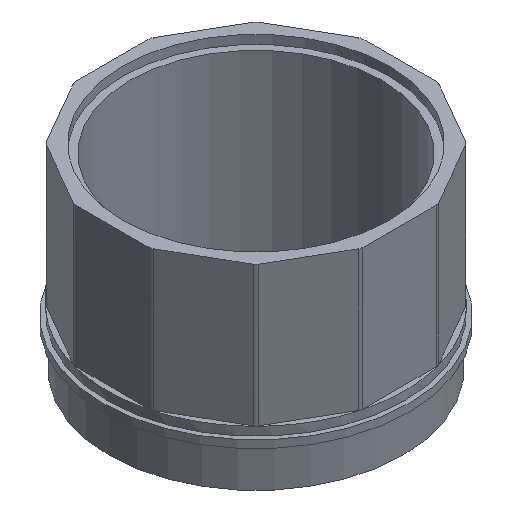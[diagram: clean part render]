
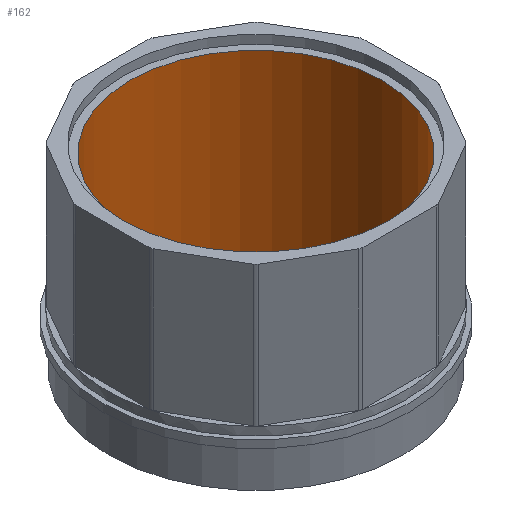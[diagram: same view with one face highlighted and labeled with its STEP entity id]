
A CAD part, isometric view. The second image highlights one B-rep face of the part: STEP entity #162.
In plain terms, the highlighted cylindrical face has radius 5.77 mm (diameter 11.54 mm), a full revolution.
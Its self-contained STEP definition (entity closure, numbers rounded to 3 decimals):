
#162=ADVANCED_FACE('',(#216,#217),#196,.F.);
#196=CYLINDRICAL_SURFACE('',#638,5.77);
#216=FACE_BOUND('',#238,.T.);
#217=FACE_BOUND('',#239,.T.);
#238=EDGE_LOOP('',(#307));
#239=EDGE_LOOP('',(#308));
#307=ORIENTED_EDGE('',*,*,#529,.F.);
#308=ORIENTED_EDGE('',*,*,#530,.F.);
#471=VERTEX_POINT('',#922);
#472=VERTEX_POINT('',#924);
#529=EDGE_CURVE('',#471,#471,#599,.T.);
#530=EDGE_CURVE('',#472,#472,#600,.T.);
#599=CIRCLE('',#636,5.77);
#600=CIRCLE('',#637,5.77);
#636=AXIS2_PLACEMENT_3D('',#921,#736,#737);
#637=AXIS2_PLACEMENT_3D('',#923,#738,#739);
#638=AXIS2_PLACEMENT_3D('',#925,#740,#741);
#736=DIRECTION('',(0.,0.,1.));
#737=DIRECTION('',(1.,0.,0.));
#738=DIRECTION('',(0.,0.,-1.));
#739=DIRECTION('',(1.,0.,0.));
#740=DIRECTION('',(0.,0.,1.));
#741=DIRECTION('',(1.,0.,0.));
#921=CARTESIAN_POINT('',(0.,0.,0.));
#922=CARTESIAN_POINT('',(5.77,0.,0.));
#923=CARTESIAN_POINT('',(0.,0.,8.6));
#924=CARTESIAN_POINT('',(5.77,0.,8.6));
#925=CARTESIAN_POINT('',(0.,0.,0.));
